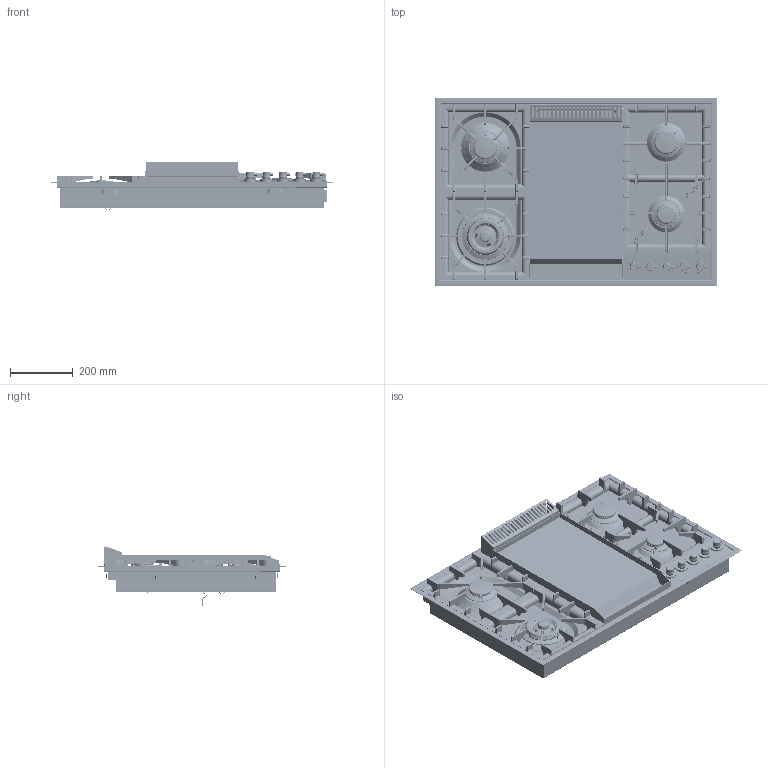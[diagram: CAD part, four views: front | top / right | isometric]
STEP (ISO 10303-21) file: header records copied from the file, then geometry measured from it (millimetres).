
FILE_DESCRIPTION(/* description */ ('Unknown'),/* implementation_level */ '2;1');
FILE_NAME(/* name */ 'XLP90F',/* time_stamp */ '2021-01-18T11:33:33+01:00',/* author */ ('Unknown'),/* organization */ ('Unknown'),/* preprocessor_version */ 'ST-DEVELOPER v16.7',/* originating_system */ 'Solid Edge',/* authorisation */ 'Unknown');
FILE_SCHEMA (('AUTOMOTIVE_DESIGN {1 0 10303 214 3 1 1}'));
Products named in the file (47): XLP90F; L2905; G34806$$; L2676; L3266; L2939; 645; L2724; KBR002; A48813; 327; 720; 304; EG9403005000000; EA6826004000000; EA6576006000000; EA1051002000000; EA1051003000000; EA6576005000000; EG9403004000000; EA6826005000000; EA6576007000000; EA1051004000000; EG9403002000000; EA6826006000000; EA6576008000000; EA1051006000000; EA5310001000000; EA0885009000000; EB2630003070000; L3128; L2966; EB2630002070000; EA0885008000000; EL1276001030000; L2950; EA0885007000000; EA0885006000000; A41404; A41406 ...
Assembly tree (61 placements, depth 3):
  XLP90F
    L2905
    G34806$$  x5
    L2676
    L3266
    L2939
    645
    L2724
    KBR002
      A48813
      327
      720
      304  x2
    EG9403005000000
      EA6826004000000
      EA6576006000000
      EA1051002000000
      EA1051003000000
      EA6576005000000
    EG9403004000000  x2
      EA6826005000000
      EA6576007000000
      EA1051004000000
    EG9403002000000
      EA6826006000000
      EA6576008000000
      EA1051006000000
    EA5310001000000
    EA0885009000000
    EB2630003070000
    L3128
    L2966
    EB2630002070000
    EA0885008000000  x2
    EL1276001030000
    L2950
    EA0885007000000
    EA0885006000000
    A41404  x2
    A41406  x2
    A49015
    EA6868006000000
    EA6868007000000  x3
    EG9403001000000
      EA6826007000000
      EA6576006000000
      EA1051002000000
      EA1051003000000
      EA6576005000000
    A49020
    G35406$$
Bounding box: 899.91 x 600.99 x 191.11 mm (x, y, z)
Volume: 4183576.7 mm3; surface area: 4482000.3 mm2
Topology: 173 solids, 173 shells, 6978 faces, 18016 edges, 11544 vertices
Faces by surface type: plane 3161, cylinder 2360, bspline 523, torus 485, cone 377, sphere 72
Full cylindrical faces by diameter (mm): 1.01 x6, 1.03 x6, 1.3 x72, 1.5 x36, 1.57 x6, 1.59 x6, 2 x10, 2.01 x6, 2.03 x6, 2.2 x54, 2.785 x88, 3 x8, 3.02 x2, 3.3 x3, 3.5 x4, 4 x29, 4.2 x3, 4.5 x3, 5 x63, 5.002 x6, 5.198 x4, 5.2 x8, 5.398 x4, 5.4 x4, 5.5 x12, 6 x59, 6.2 x8, 6.8 x2, 7 x9, 8 x92
Entity records: 197054 total; most frequent: CARTESIAN_POINT 59308, DIRECTION 26740, ORIENTED_EDGE 25870, EDGE_CURVE 12935, AXIS2_PLACEMENT_3D 9894, VERTEX_POINT 8663, FACE_BOUND 7546, EDGE_LOOP 7535
